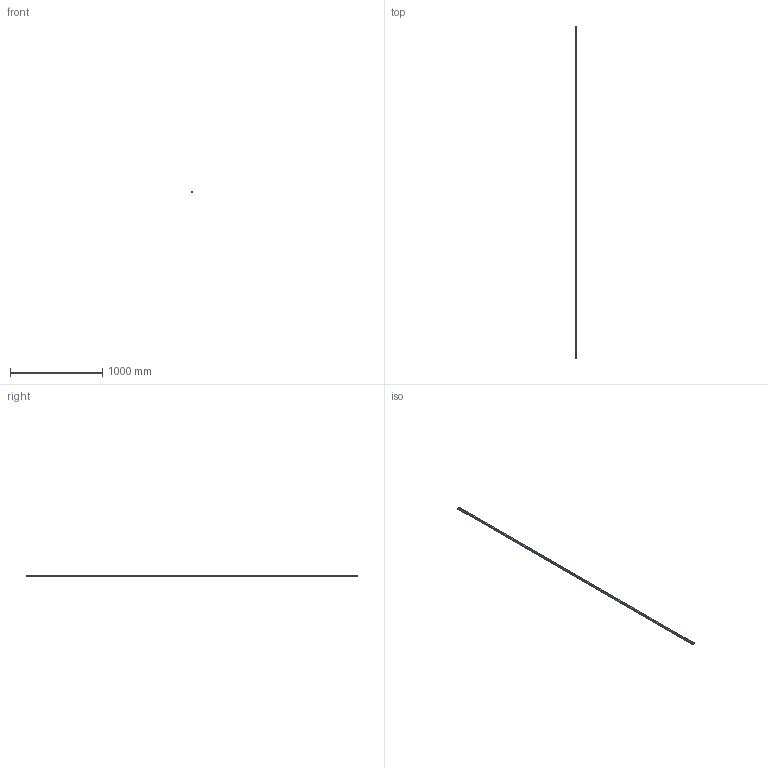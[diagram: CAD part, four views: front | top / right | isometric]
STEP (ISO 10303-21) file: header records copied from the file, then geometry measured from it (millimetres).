
FILE_DESCRIPTION(('STEP AP214'),'1');
FILE_NAME('cctmp_2A4520B6-9932-4AC7-8226-3C092F69CA9E_2020_5_18_15_43_41_525..stp','2020-05-18T13:43:41',('HIWIN GmbH'),('CADClick - www.CADClick.com'),'Spatial InterOp 3D',' ','unknown authorization');
FILE_SCHEMA(('AUTOMOTIVE_DESIGN'));
Length unit declared in the file: millimetre
Products named in the file (1): HGR20R3590H_FILE
Bounding box: 20 x 3590 x 17.5 mm (x, y, z)
Volume: 1026211.2 mm3; surface area: 304382.2 mm2
Topology: 1 solids, 1 shells, 647 faces, 1383 edges, 922 vertices
Faces by surface type: cylinder 382, plane 265
Entity records: 23041 total; most frequent: DIRECTION 3443, CARTESIAN_POINT 2953, ORIENTED_EDGE 2766, AXIS2_PLACEMENT_3D 1412, EDGE_CURVE 1383, VERTEX_POINT 922, EDGE_LOOP 831, CIRCLE 764
